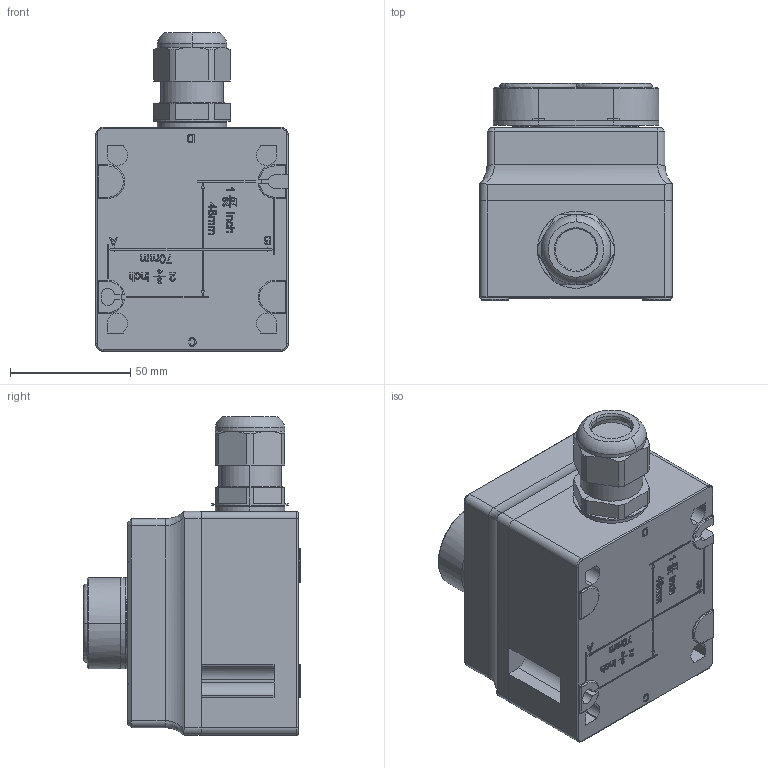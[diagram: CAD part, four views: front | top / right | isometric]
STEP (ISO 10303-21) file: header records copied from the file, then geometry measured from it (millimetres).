
FILE_DESCRIPTION (( 'STEP AP203' ), '1' );
FILE_NAME ('8040_1180_-23.STEP', '2014-10-10T07:51:32', ( '' ), ( '' ), 'SwSTEP 2.0', 'SolidWorks 2014', '' );
FILE_SCHEMA (( 'CONFIG_CONTROL_DESIGN' ));
Length unit declared in the file: millimetre
Products named in the file (21): 81_610_78_01_0_Stutzen_Vereinfacht; 8040_1180_-23; 86_029_08_15_0; 81_610_78_01_0_Dichtung; 86_029_11_95_0; 81_610_78_01_0_Reduzierdichtung; 86_020_23_02_0_3d export; 81_610_78_01_0_Hutmutter_Vereinfacht; 86_029_07_95_0; Anschlussgewindedichtung_M25; 86_029_07_84_0_PR-8602-t0007; Staubschutzkappe_M25; 80_409_04_04_0_m. Bohr. f. M25 an D 80_409_08_04_0; 86_029_01_84_0m0_PR-8602-t0002; 81_610_78_01_0_Vereinfacht; 80_409_04_04_0_mit Bohrung M25 Seite D ; 86_028_11_17_0_AA_3d export; 86_029_02_80_0; 80_409_01_05_6; 509_626_0; 86_029_08_51_0_3d export
Assembly tree (25 placements, depth 4):
  8040_1180_-23
    80_409_04_04_0_mit Bohrung M25 Seite D 
      80_409_04_04_0_m. Bohr. f. M25 an D 80_409_08_04_0
    80_409_01_05_6
    81_610_78_01_0_Vereinfacht
      81_610_78_01_0_Stutzen_Vereinfacht
      81_610_78_01_0_Dichtung
      81_610_78_01_0_Reduzierdichtung
      81_610_78_01_0_Hutmutter_Vereinfacht
      Anschlussgewindedichtung_M25
      Staubschutzkappe_M25
    86_028_11_17_0_AA_3d export
      86_020_23_02_0_3d export
        86_029_02_80_0
        86_029_08_51_0_3d export
        86_029_08_15_0  x2
        86_029_11_95_0  x2
      86_029_07_95_0
      86_029_07_84_0_PR-8602-t0007
      86_029_01_84_0m0_PR-8602-t0002
    509_626_0  x4
Bounding box: 80 x 90.2 x 132.31 mm (x, y, z)
Volume: 190857.6 mm3; surface area: 146717.6 mm2
Topology: 20 solids, 23 shells, 2857 faces, 7440 edges, 4733 vertices
Faces by surface type: plane 1429, cylinder 604, cone 313, bspline 286, torus 209, sphere 16
Entity records: 96716 total; most frequent: CARTESIAN_POINT 31670, ORIENTED_EDGE 13510, DIRECTION 12439, EDGE_CURVE 6761, VERTEX_POINT 4334, AXIS2_PLACEMENT_3D 4195, LINE 4049, VECTOR 4049
